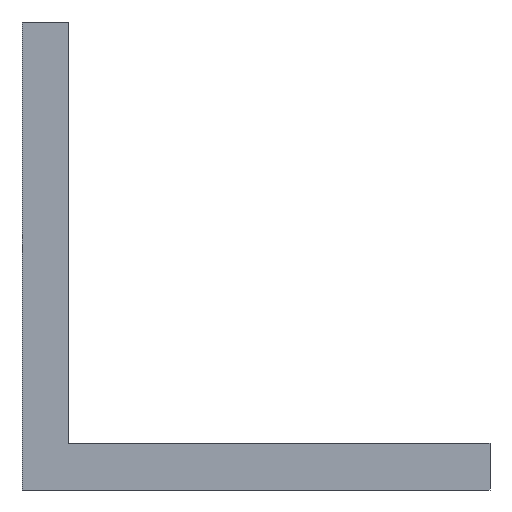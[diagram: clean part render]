
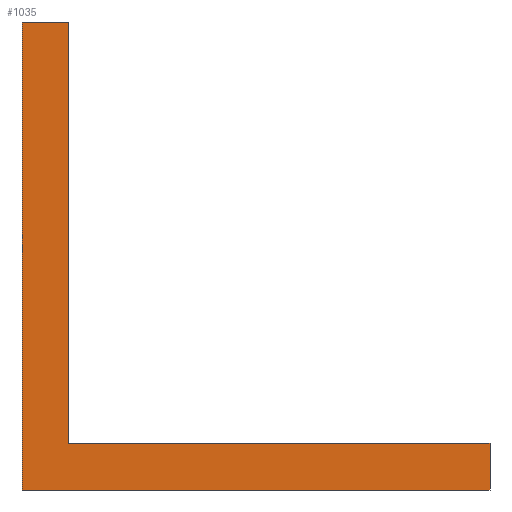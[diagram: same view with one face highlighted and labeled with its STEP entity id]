
A CAD part, left-side view. The second image highlights one B-rep face of the part: STEP entity #1035.
In plain terms, the highlighted planar face has unit normal (-1, 0, 0).
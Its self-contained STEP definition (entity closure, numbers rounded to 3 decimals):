
#90=FACE_OUTER_BOUND('',#146,.T.);
#146=EDGE_LOOP('',(#909,#910,#911,#912,#913,#914));
#254=LINE('',#1687,#384);
#260=LINE('',#1699,#390);
#264=LINE('',#1706,#394);
#273=LINE('',#1725,#403);
#278=LINE('',#1734,#408);
#279=LINE('',#1735,#409);
#384=VECTOR('',#1277,10.);
#390=VECTOR('',#1287,10.);
#394=VECTOR('',#1293,10.);
#403=VECTOR('',#1308,10.);
#408=VECTOR('',#1319,10.);
#409=VECTOR('',#1320,10.);
#488=VERTEX_POINT('',#1683);
#490=VERTEX_POINT('',#1686);
#494=VERTEX_POINT('',#1698);
#496=VERTEX_POINT('',#1704);
#502=VERTEX_POINT('',#1722);
#503=VERTEX_POINT('',#1724);
#623=EDGE_CURVE('',#488,#490,#254,.T.);
#629=EDGE_CURVE('',#490,#494,#260,.T.);
#633=EDGE_CURVE('',#488,#496,#264,.T.);
#642=EDGE_CURVE('',#502,#503,#273,.T.);
#647=EDGE_CURVE('',#502,#494,#278,.T.);
#648=EDGE_CURVE('',#503,#496,#279,.T.);
#909=ORIENTED_EDGE('',*,*,#647,.T.);
#910=ORIENTED_EDGE('',*,*,#629,.F.);
#911=ORIENTED_EDGE('',*,*,#623,.F.);
#912=ORIENTED_EDGE('',*,*,#633,.T.);
#913=ORIENTED_EDGE('',*,*,#648,.F.);
#914=ORIENTED_EDGE('',*,*,#642,.F.);
#981=PLANE('',#1096);
#1035=ADVANCED_FACE('',(#90),#981,.T.);
#1096=AXIS2_PLACEMENT_3D('',#1733,#1317,#1318);
#1277=DIRECTION('',(0.,-1.,0.));
#1287=DIRECTION('',(0.,0.,-1.));
#1293=DIRECTION('',(0.,0.,1.));
#1308=DIRECTION('',(0.,0.,1.));
#1317=DIRECTION('center_axis',(-1.,0.,0.));
#1318=DIRECTION('ref_axis',(0.,-1.,0.));
#1319=DIRECTION('',(0.,-1.,0.));
#1320=DIRECTION('',(0.,-1.,0.));
#1683=CARTESIAN_POINT('',(0.,0.,10.));
#1686=CARTESIAN_POINT('',(0.,-90.,10.));
#1687=CARTESIAN_POINT('',(0.,0.,10.));
#1698=CARTESIAN_POINT('',(0.,-90.,0.));
#1699=CARTESIAN_POINT('',(0.,-90.,10.));
#1704=CARTESIAN_POINT('',(0.,0.,100.));
#1706=CARTESIAN_POINT('',(0.,0.,0.));
#1722=CARTESIAN_POINT('',(0.,10.,0.));
#1724=CARTESIAN_POINT('',(0.,10.,100.));
#1725=CARTESIAN_POINT('',(0.,10.,0.));
#1733=CARTESIAN_POINT('Origin',(0.,10.,0.));
#1734=CARTESIAN_POINT('',(0.,10.,0.));
#1735=CARTESIAN_POINT('',(0.,10.,100.));
